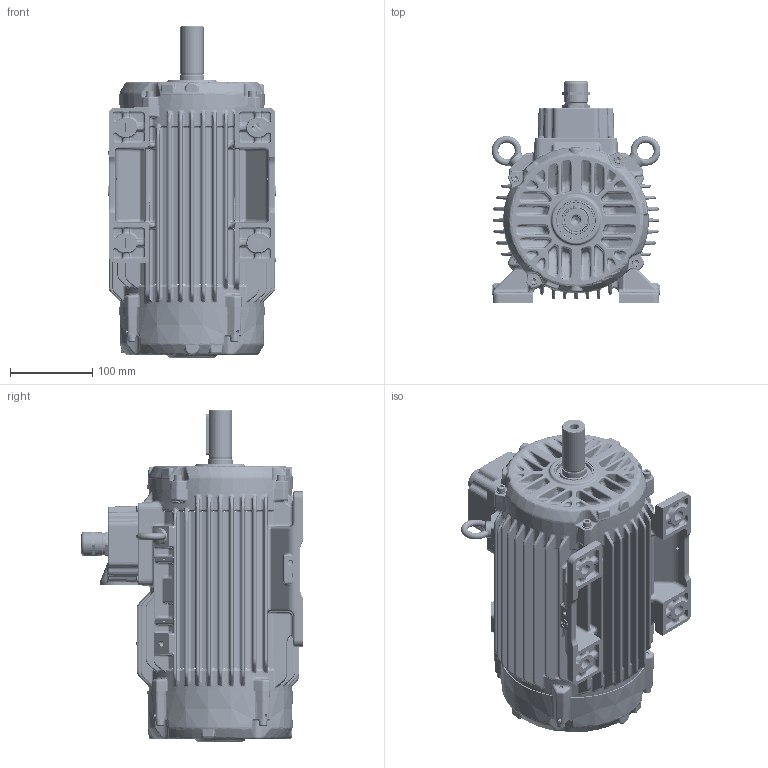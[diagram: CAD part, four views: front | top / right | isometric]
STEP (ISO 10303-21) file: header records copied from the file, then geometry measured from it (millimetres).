
FILE_DESCRIPTION(/* description */ (''),/* implementation_level */ '2;1');
FILE_NAME(/* name */ '652194301.stp',/* time_stamp */ '2023-01-23T12:17:57+03:00',/* author */ (''),/* organization */ (''),/* preprocessor_version */ 'ST-DEVELOPER v16',/* originating_system */ 'SIEMENS PLM Software NX 11.0',/* authorisation */ '');
FILE_SCHEMA (('AUTOMOTIVE_DESIGN { 1 0 10303 214 3 1 1 1 }'));
Length unit declared in the file: millimetre
Products named in the file (1): 26032C0836B7xhy9
Bounding box: 204.27 x 268.7 x 402.5 mm (x, y, z)
Surface area: 533960.9 mm2 (no closed solid volume)
Topology: 0 solids, 77 shells, 5062 faces, 13069 edges, 7567 vertices
Faces by surface type: bspline 2154, cylinder 1159, plane 686, torus 515, cone 348, sphere 200
Full cylindrical faces by diameter (mm): 2.5 x2, 3.3 x4, 4.2 x2, 5 x8, 6.8 x2, 8 x4, 9.78 x4, 10 x4, 10.5 x1, 15 x1, 18 x1, 20 x2, 26.619 x1, 27.336 x1, 28 x1, 28.143 x1, 29.591 x2, 30 x1, 33 x1, 43 x1, 47 x1, 174 x1
Entity records: 203643 total; most frequent: CARTESIAN_POINT 97535, ORIENTED_EDGE 23503, DIRECTION 19238, EDGE_CURVE 12663, AXIS2_PLACEMENT_3D 8199, VERTEX_POINT 7530, EDGE_LOOP 5302, ADVANCED_FACE 5062
